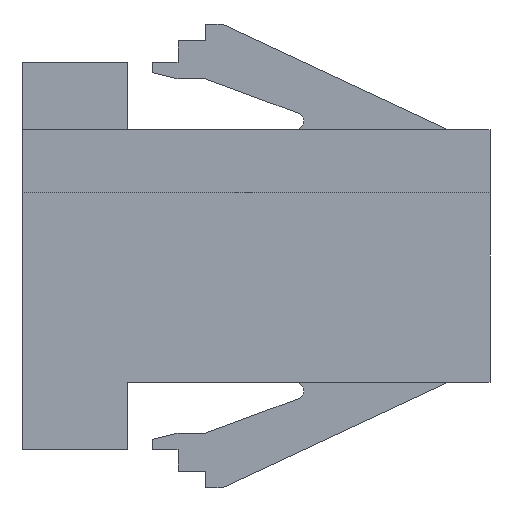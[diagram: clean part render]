
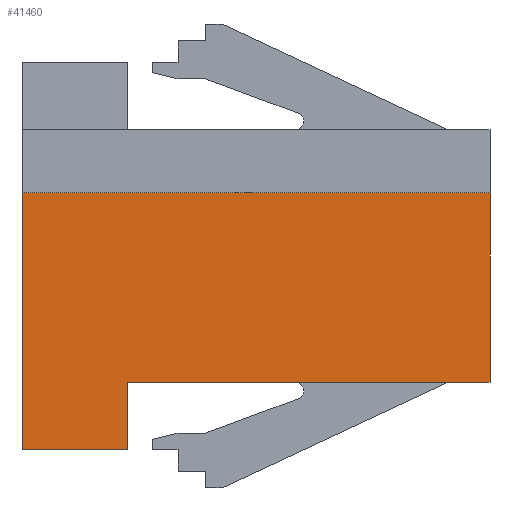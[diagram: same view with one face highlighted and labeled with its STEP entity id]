
A CAD part, front view. The second image highlights one B-rep face of the part: STEP entity #41460.
In plain terms, the highlighted planar face has unit normal (0, -1, 0).
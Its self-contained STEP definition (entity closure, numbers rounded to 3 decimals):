
#1820=CARTESIAN_POINT('',(0.,0.,2.5));
#1830=VERTEX_POINT('',#1820);
#1860=CARTESIAN_POINT('',(0.,0.,-6.));
#1870=DIRECTION('',(0.,0.,1.));
#1880=VECTOR('',#1870,1.);
#1890=LINE('',#1860,#1880);
#1900=CARTESIAN_POINT('',(0.,0.,-3.6));
#1910=VERTEX_POINT('',#1900);
#1920=EDGE_CURVE('',#1910,#1830,#1890,.T.);
#19080=CARTESIAN_POINT('',(11.1,0.,2.5));
#19090=VERTEX_POINT('',#19080);
#19120=CARTESIAN_POINT('',(0.,0.,2.5));
#19130=DIRECTION('',(1.,0.,0.));
#19140=VECTOR('',#19130,1.);
#19150=LINE('',#19120,#19140);
#19160=EDGE_CURVE('',#1830,#19090,#19150,.T.);
#22980=CARTESIAN_POINT('',(11.1,0.,-2.));
#22990=VERTEX_POINT('',#22980);
#23020=CARTESIAN_POINT('',(11.1,0.,-0.8));
#23030=DIRECTION('',(0.,0.,1.));
#23040=VECTOR('',#23030,1.);
#23050=LINE('',#23020,#23040);
#23060=EDGE_CURVE('',#22990,#19090,#23050,.T.);
#41140=CARTESIAN_POINT('',(11.1,0.,5.15));
#41150=DIRECTION('',(0.,1.,-0.));
#41160=DIRECTION('',(-1.,0.,0.));
#41170=AXIS2_PLACEMENT_3D('',#41140,#41150,#41160);
#41180=PLANE('',#41170);
#41190=CARTESIAN_POINT('',(0.,0.,-2.));
#41200=DIRECTION('',(-1.,0.,0.));
#41210=VECTOR('',#41200,1.);
#41220=LINE('',#41190,#41210);
#41230=CARTESIAN_POINT('',(2.5,0.,-2.));
#41240=VERTEX_POINT('',#41230);
#41250=EDGE_CURVE('',#22990,#41240,#41220,.T.);
#41260=ORIENTED_EDGE('',*,*,#41250,.F.);
#41270=CARTESIAN_POINT('',(2.5,0.,-2.));
#41280=DIRECTION('',(0.,0.,-1.));
#41290=VECTOR('',#41280,1.);
#41300=LINE('',#41270,#41290);
#41310=CARTESIAN_POINT('',(2.5,0.,-3.6));
#41320=VERTEX_POINT('',#41310);
#41330=EDGE_CURVE('',#41240,#41320,#41300,.T.);
#41340=ORIENTED_EDGE('',*,*,#41330,.F.);
#41350=CARTESIAN_POINT('',(0.,0.,-3.6));
#41360=DIRECTION('',(1.,0.,0.));
#41370=VECTOR('',#41360,1.);
#41380=LINE('',#41350,#41370);
#41390=EDGE_CURVE('',#1910,#41320,#41380,.T.);
#41400=ORIENTED_EDGE('',*,*,#41390,.T.);
#41410=ORIENTED_EDGE('',*,*,#1920,.F.);
#41420=ORIENTED_EDGE('',*,*,#19160,.F.);
#41430=ORIENTED_EDGE('',*,*,#23060,.T.);
#41440=EDGE_LOOP('',(#41430,#41420,#41410,#41400,#41340,#41260));
#41450=FACE_OUTER_BOUND('',#41440,.T.);
#41460=ADVANCED_FACE('',(#41450),#41180,.F.);
